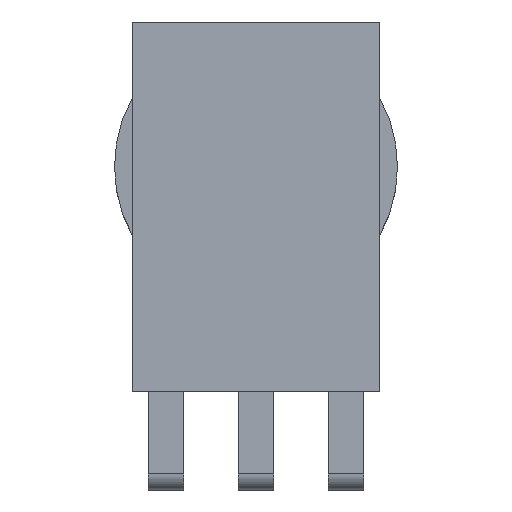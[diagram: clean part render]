
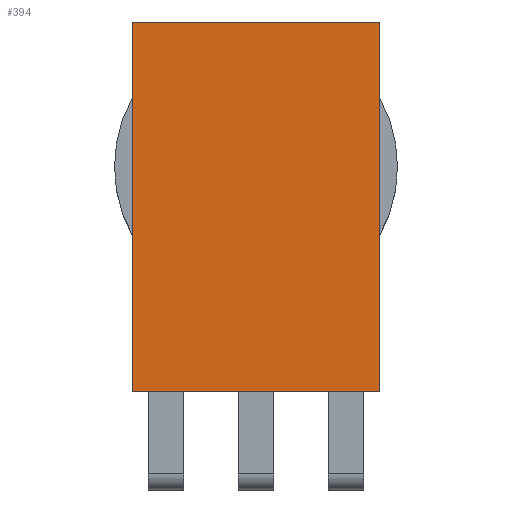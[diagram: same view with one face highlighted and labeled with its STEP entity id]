
A CAD part, front view. The second image highlights one B-rep face of the part: STEP entity #394.
In plain terms, the highlighted planar face has unit normal (0, -1, 0).
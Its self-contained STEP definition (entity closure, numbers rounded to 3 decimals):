
#64 = VERTEX_POINT('',#65);
#65 = CARTESIAN_POINT('',(-3.5,-3.05,0.01));
#71 = EDGE_CURVE('',#64,#72,#74,.T.);
#72 = VERTEX_POINT('',#73);
#73 = CARTESIAN_POINT('',(3.5,-3.05,0.01));
#74 = LINE('',#75,#76);
#75 = CARTESIAN_POINT('',(-3.5,-3.05,0.01));
#76 = VECTOR('',#77,1.);
#77 = DIRECTION('',(1.,0.,0.));
#281 = VERTEX_POINT('',#282);
#282 = CARTESIAN_POINT('',(-3.5,-3.05,10.45));
#288 = EDGE_CURVE('',#64,#281,#289,.T.);
#289 = LINE('',#290,#291);
#290 = CARTESIAN_POINT('',(-3.5,-3.05,0.01));
#291 = VECTOR('',#292,1.);
#292 = DIRECTION('',(0.,0.,1.));
#360 = EDGE_CURVE('',#72,#361,#363,.T.);
#361 = VERTEX_POINT('',#362);
#362 = CARTESIAN_POINT('',(3.5,-3.05,10.45));
#363 = LINE('',#364,#365);
#364 = CARTESIAN_POINT('',(3.5,-3.05,0.01));
#365 = VECTOR('',#366,1.);
#366 = DIRECTION('',(0.,0.,1.));
#394 = ADVANCED_FACE('',(#395),#406,.F.);
#395 = FACE_BOUND('',#396,.F.);
#396 = EDGE_LOOP('',(#397,#398,#404,#405));
#397 = ORIENTED_EDGE('',*,*,#288,.T.);
#398 = ORIENTED_EDGE('',*,*,#399,.T.);
#399 = EDGE_CURVE('',#281,#361,#400,.T.);
#400 = LINE('',#401,#402);
#401 = CARTESIAN_POINT('',(-3.5,-3.05,10.45));
#402 = VECTOR('',#403,1.);
#403 = DIRECTION('',(1.,0.,0.));
#404 = ORIENTED_EDGE('',*,*,#360,.F.);
#405 = ORIENTED_EDGE('',*,*,#71,.F.);
#406 = PLANE('',#407);
#407 = AXIS2_PLACEMENT_3D('',#408,#409,#410);
#408 = CARTESIAN_POINT('',(-3.5,-3.05,0.01));
#409 = DIRECTION('',(0.,1.,0.));
#410 = DIRECTION('',(1.,0.,0.));
